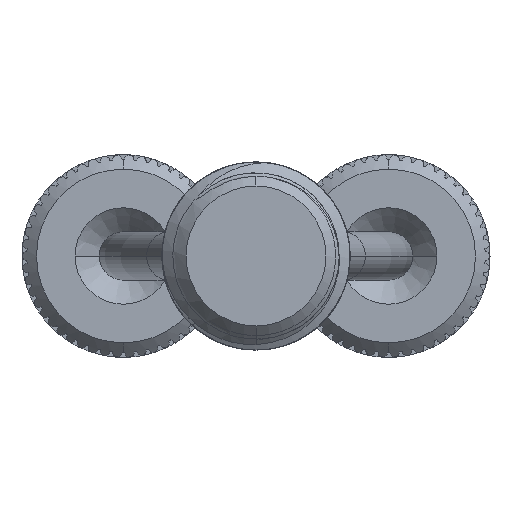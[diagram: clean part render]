
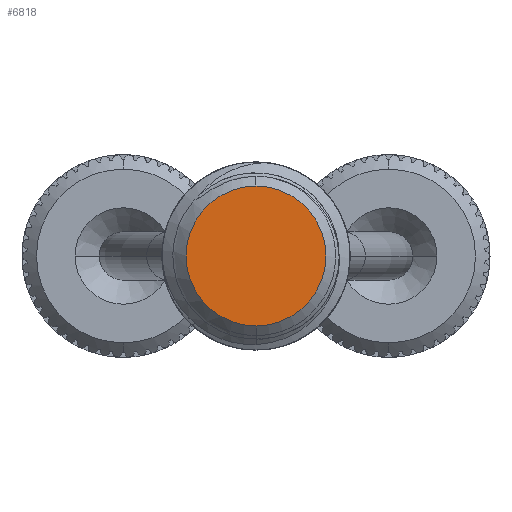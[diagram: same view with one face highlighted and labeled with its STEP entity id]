
A CAD part, left-side view. The second image highlights one B-rep face of the part: STEP entity #6818.
In plain terms, the highlighted planar face has unit normal (-1, 0, 0).
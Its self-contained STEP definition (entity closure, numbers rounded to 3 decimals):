
#16=CARTESIAN_POINT('',(-15.,0.,0.));
#17=DIRECTION('',(-1.,0.,0.));
#18=DIRECTION('',(0.,0.,-1.));
#19=AXIS2_PLACEMENT_3D('',#16,#17,#18);
#21=CARTESIAN_POINT('',(-15.,0.,0.));
#22=DIRECTION('',(-1.,0.,0.));
#23=DIRECTION('',(0.,0.,1.));
#24=AXIS2_PLACEMENT_3D('',#21,#22,#23);
#6581=CARTESIAN_POINT('',(-15.,0.,-1.45));
#6582=CARTESIAN_POINT('',(-15.,0.,1.45));
#6583=VERTEX_POINT('',#6581);
#6584=VERTEX_POINT('',#6582);
#6807=CARTESIAN_POINT('',(-15.,0.,0.));
#6808=DIRECTION('',(1.,0.,0.));
#6809=DIRECTION('',(0.,0.,-1.));
#6810=AXIS2_PLACEMENT_3D('',#6807,#6808,#6809);
#6811=PLANE('',#6810);
#6813=ORIENTED_EDGE('',*,*,#6812,.F.);
#6815=ORIENTED_EDGE('',*,*,#6814,.F.);
#6816=EDGE_LOOP('',(#6813,#6815));
#6817=FACE_OUTER_BOUND('',#6816,.F.);
#20=CIRCLE('',#19,1.45);
#25=CIRCLE('',#24,1.45);
#6812=EDGE_CURVE('',#6583,#6584,#20,.T.);
#6814=EDGE_CURVE('',#6584,#6583,#25,.T.);
#6818=ADVANCED_FACE('',(#6817),#6811,.F.);
